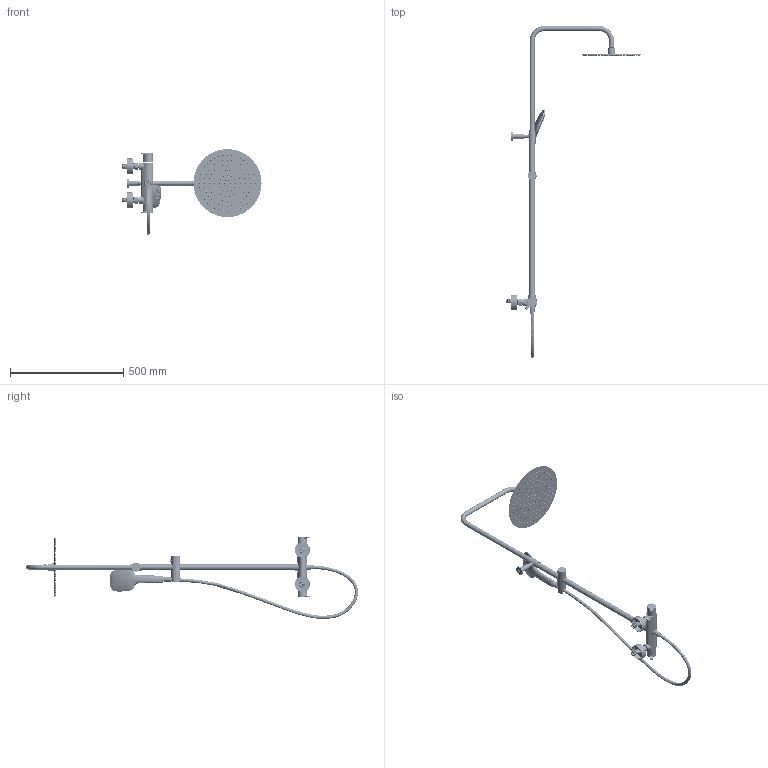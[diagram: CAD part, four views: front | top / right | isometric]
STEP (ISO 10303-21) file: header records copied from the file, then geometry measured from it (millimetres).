
FILE_DESCRIPTION (( 'STEP AP203' ), '1' );
FILE_NAME ('94D308083.STEP', '2025-08-20T05:27:59', ( '' ), ( '' ), 'SwSTEP 2.0', 'SolidWorks 2021', '' );
FILE_SCHEMA (( 'CONFIG_CONTROL_DESIGN' ));
Products named in the file (1): 94D308083
Bounding box: 613.1 x 1463.25 x 378.43 mm (x, y, z)
Surface area: 1051249.6 mm2 (no closed solid volume)
Topology: 0 solids, 41 shells, 9243 faces, 24685 edges, 16182 vertices
Faces by surface type: bspline 3888, cylinder 2488, plane 1559, cone 1198, torus 90, sphere 20
Entity records: 625144 total; most frequent: CARTESIAN_POINT 422222, ORIENTED_EDGE 49114, DIRECTION 33041, EDGE_CURVE 24559, VERTEX_POINT 16178, AXIS2_PLACEMENT_3D 13848, EDGE_LOOP 10873, B_SPLINE_CURVE_WITH_KNOTS 9264
